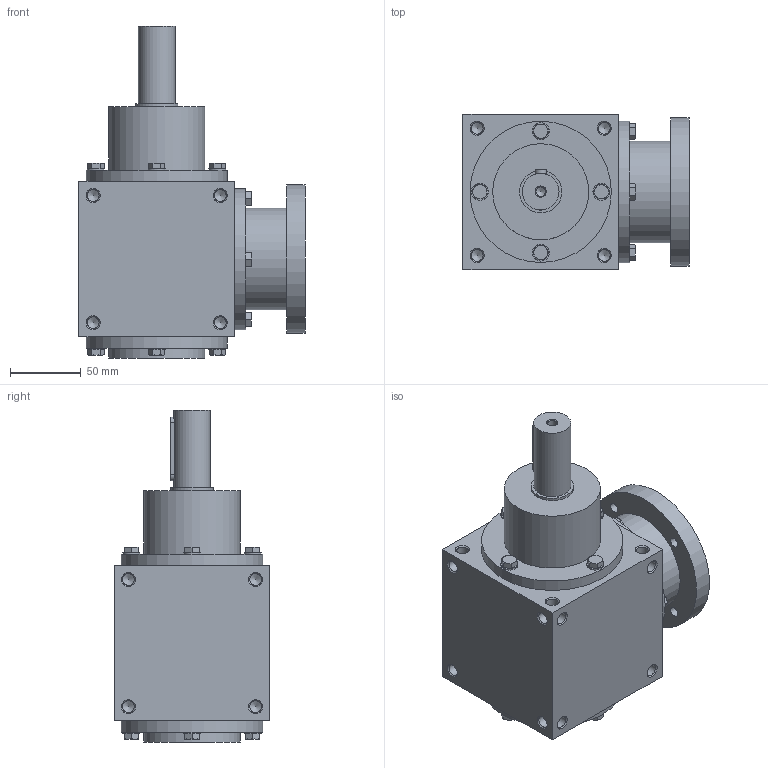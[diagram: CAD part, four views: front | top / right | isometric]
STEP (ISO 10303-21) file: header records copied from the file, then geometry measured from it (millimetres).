
FILE_DESCRIPTION( ( 'STEP AP214' ), '1' );
FILE_NAME( 'MRZ110_MS32_R.1_1.5_71_B14.stp', '2018-08-15T14:18:29', ( '' ), ( '' ), ' ', 'PARTsolutions', ' ' );
FILE_SCHEMA( ( 'AUTOMOTIVE_DESIGN { 1 0 10303 214 1 1 1 1 }' ) );
Length unit declared in the file: millimetre
Products named in the file (6): MRZ110_MS32_R.1/1.5_71/B14; _MRZ110320-case; _MRX110_4-flange; _110-fl_screw; _RC_RR110-screw; _RR110-shaft
Assembly tree (15 placements, depth 2):
  MRZ110_MS32_R.1/1.5_71/B14
    _MRZ110320-case
    _MRX110_4-flange
    _110-fl_screw  x4
    _RC_RR110-screw  x8
    _RR110-shaft
Bounding box: 160 x 110 x 235 mm (x, y, z)
Volume: 1919729.6 mm3; surface area: 164674.1 mm2
Topology: 15 solids, 15 shells, 329 faces, 816 edges, 505 vertices
Faces by surface type: plane 131, cone 122, cylinder 76
Full cylindrical faces by diameter (mm): 6.647 x1, 7 x4, 8.376 x48, 12 x8, 26 x1, 30 x3, 68 x2, 70 x1, 72 x1, 100 x3, 105 x1
Entity records: 6308 total; most frequent: CARTESIAN_POINT 936, DIRECTION 878, ORIENTED_EDGE 602, AXIS2_PLACEMENT_3D 412, EDGE_LOOP 312, EDGE_CURVE 301, VERTEX_POINT 258, FACE_OUTER_BOUND 241
